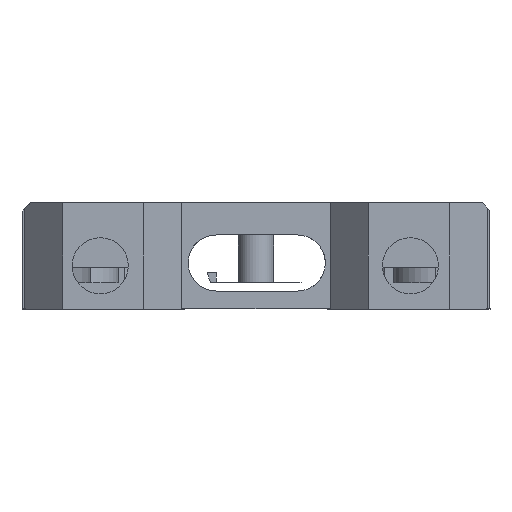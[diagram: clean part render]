
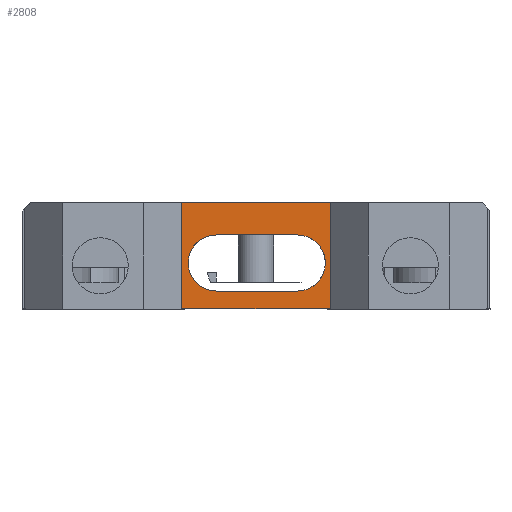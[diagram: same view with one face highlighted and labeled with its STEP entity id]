
A CAD part, front view. The second image highlights one B-rep face of the part: STEP entity #2808.
In plain terms, the highlighted planar face has unit normal (0, -1, 0).
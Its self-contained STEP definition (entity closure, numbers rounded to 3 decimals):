
#42=FACE_BOUND('',#356,.T.);
#56=ELLIPSE('',#2960,2.009,2.003);
#58=ELLIPSE('',#2963,2.009,2.003);
#194=FACE_OUTER_BOUND('',#355,.T.);
#355=EDGE_LOOP('',(#2350,#2351,#2352,#2353));
#356=EDGE_LOOP('',(#2354,#2355,#2356,#2357));
#500=LINE('',#3975,#855);
#512=LINE('',#3999,#867);
#679=LINE('',#4378,#1034);
#683=LINE('',#4399,#1038);
#701=LINE('',#4475,#1056);
#712=LINE('',#4496,#1067);
#855=VECTOR('',#3186,1.);
#867=VECTOR('',#3204,1.675);
#1034=VECTOR('',#3489,1.);
#1038=VECTOR('',#3499,1.);
#1056=VECTOR('',#3581,1.);
#1067=VECTOR('',#3602,1.);
#1214=VERTEX_POINT('',#3972);
#1215=VERTEX_POINT('',#3974);
#1223=VERTEX_POINT('',#3996);
#1224=VERTEX_POINT('',#3998);
#1340=VERTEX_POINT('',#4375);
#1341=VERTEX_POINT('',#4377);
#1343=VERTEX_POINT('',#4392);
#1345=VERTEX_POINT('',#4398);
#1488=EDGE_CURVE('',#1215,#1214,#500,.T.);
#1500=EDGE_CURVE('',#1224,#1223,#512,.T.);
#1675=EDGE_CURVE('',#1341,#1340,#679,.T.);
#1678=EDGE_CURVE('',#1343,#1341,#56,.T.);
#1681=EDGE_CURVE('',#1345,#1343,#683,.T.);
#1684=EDGE_CURVE('',#1340,#1345,#58,.T.);
#1716=EDGE_CURVE('',#1223,#1215,#701,.T.);
#1727=EDGE_CURVE('',#1214,#1224,#712,.T.);
#2350=ORIENTED_EDGE('',*,*,#1716,.T.);
#2351=ORIENTED_EDGE('',*,*,#1488,.T.);
#2352=ORIENTED_EDGE('',*,*,#1727,.T.);
#2353=ORIENTED_EDGE('',*,*,#1500,.T.);
#2354=ORIENTED_EDGE('',*,*,#1681,.T.);
#2355=ORIENTED_EDGE('',*,*,#1678,.T.);
#2356=ORIENTED_EDGE('',*,*,#1675,.T.);
#2357=ORIENTED_EDGE('',*,*,#1684,.T.);
#2671=PLANE('',#2998);
#2808=ADVANCED_FACE('',(#194,#42),#2671,.T.);
#2960=AXIS2_PLACEMENT_3D('',#4393,#3493,#3494);
#2963=AXIS2_PLACEMENT_3D('',#4412,#3503,#3504);
#2998=AXIS2_PLACEMENT_3D('',#4495,#3600,#3601);
#3186=DIRECTION('',(1.,0.,0.));
#3204=DIRECTION('',(-1.,0.,0.));
#3489=DIRECTION('',(-1.,0.,0.));
#3493=DIRECTION('center_axis',(0.,1.,0.));
#3494=DIRECTION('ref_axis',(0.,0.,
-1.));
#3499=DIRECTION('',(1.,0.,0.));
#3503=DIRECTION('center_axis',(0.,1.,0.));
#3504=DIRECTION('ref_axis',(0.,0.,
-1.));
#3581=DIRECTION('',(0.,0.,-1.));
#3600=DIRECTION('center_axis',(0.,-1.,0.));
#3601=DIRECTION('ref_axis',(0.,0.,-1.));
#3602=DIRECTION('',(0.,0.,1.));
#3972=CARTESIAN_POINT('',(45.081,-31.,5.009));
#3974=CARTESIAN_POINT('',(34.419,-31.,5.009));
#3975=CARTESIAN_POINT('',(40.125,-31.,5.009));
#3996=CARTESIAN_POINT('',(34.419,-31.,12.6));
#3998=CARTESIAN_POINT('',(45.081,-31.,12.6));
#3999=CARTESIAN_POINT('',(39.75,-31.,12.6));
#4375=CARTESIAN_POINT('',(36.895,-31.,6.292));
#4377=CARTESIAN_POINT('',(42.705,-31.,6.292));
#4378=CARTESIAN_POINT('',(39.775,-31.,6.292));
#4392=CARTESIAN_POINT('',(42.705,-31.,10.309));
#4393=CARTESIAN_POINT('Origin',(42.705,-31.,8.3));
#4398=CARTESIAN_POINT('',(36.895,-31.,10.309));
#4399=CARTESIAN_POINT('',(39.775,-31.,10.309));
#4412=CARTESIAN_POINT('Origin',(36.895,-31.,8.3));
#4475=CARTESIAN_POINT('',(34.419,-31.,5.65));
#4495=CARTESIAN_POINT('Origin',(39.75,-31.,6.3));
#4496=CARTESIAN_POINT('',(45.081,-31.,9.45));
